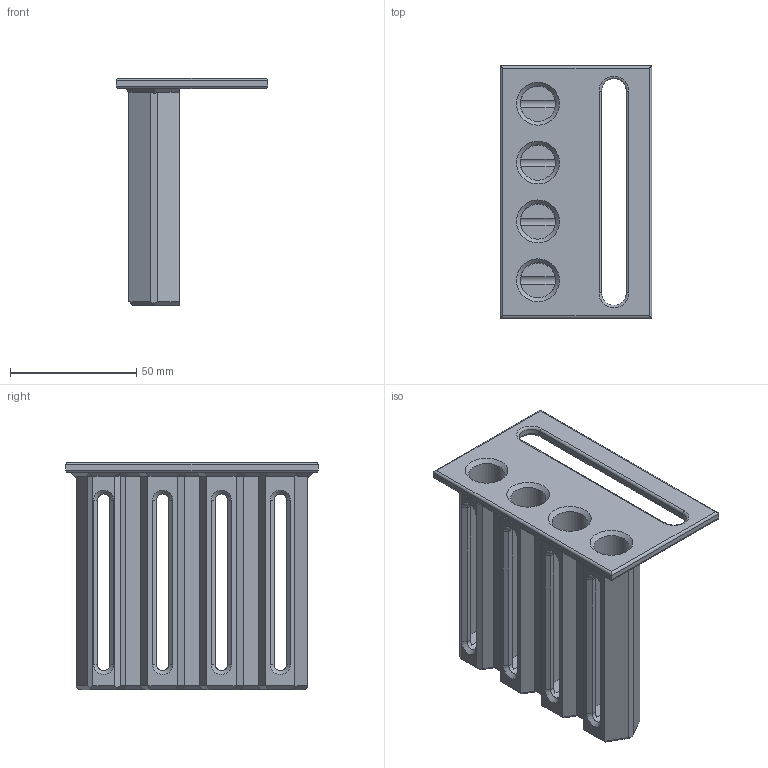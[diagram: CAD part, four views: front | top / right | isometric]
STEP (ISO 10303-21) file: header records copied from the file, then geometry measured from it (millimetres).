
FILE_DESCRIPTION(/* description */ (''),/* implementation_level */ '2;1');
FILE_NAME(/* name */ 'pen-holder v5.step',/* time_stamp */ '2021-09-01T18:33:22-07:00',/* author */ (''),/* organization */ (''),/* preprocessor_version */ 'ST-DEVELOPER v18.1',/* originating_system */ 'Autodesk Translation Framework v10.10.0.1391',/* authorisation */ '');
FILE_SCHEMA (('AUTOMOTIVE_DESIGN { 1 0 10303 214 3 1 1 }'));
Length unit declared in the file: millimetre
Products named in the file (1): pen-holder
Bounding box: 60 x 100 x 90 mm (x, y, z)
Volume: 87145.8 mm3; surface area: 44720 mm2
Topology: 1 solids, 1 shells, 156 faces, 407 edges, 250 vertices
Faces by surface type: plane 110, cylinder 30, cone 12, torus 4
Full cylindrical faces by diameter (mm): 14 x4
Entity records: 4928 total; most frequent: CARTESIAN_POINT 1066, ORIENTED_EDGE 814, DIRECTION 757, EDGE_CURVE 407, LINE 315, VECTOR 315, VERTEX_POINT 250, AXIS2_PLACEMENT_3D 221
